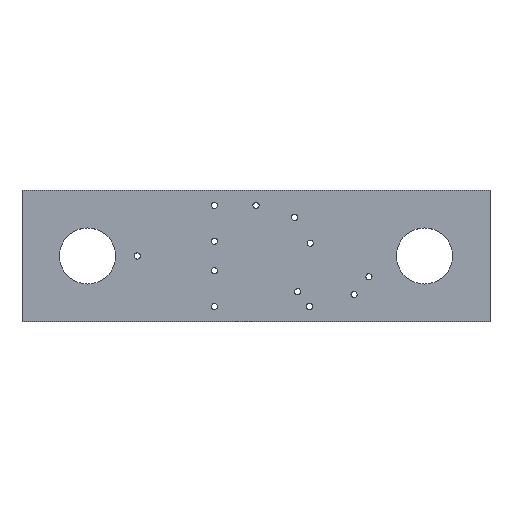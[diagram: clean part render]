
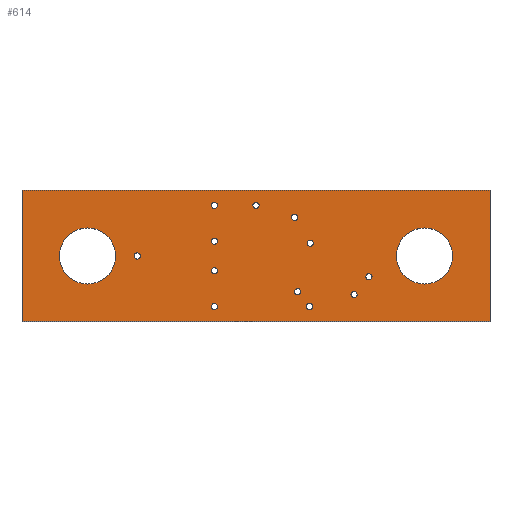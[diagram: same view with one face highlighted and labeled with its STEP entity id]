
A CAD part, top view. The second image highlights one B-rep face of the part: STEP entity #614.
In plain terms, the highlighted planar face has unit normal (0, 0, 1).
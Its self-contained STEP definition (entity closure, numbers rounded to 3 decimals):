
#33 = VERTEX_POINT('',#34);
#34 = CARTESIAN_POINT('',(-12.5,3.5,0.));
#51 = VERTEX_POINT('',#52);
#52 = CARTESIAN_POINT('',(-12.5,-3.5,0.));
#58 = EDGE_CURVE('',#33,#51,#59,.T.);
#59 = LINE('',#60,#61);
#60 = CARTESIAN_POINT('',(-12.5,3.5,0.));
#61 = VECTOR('',#62,1.);
#62 = DIRECTION('',(0.,-1.,0.));
#82 = VERTEX_POINT('',#83);
#83 = CARTESIAN_POINT('',(12.5,-3.5,0.));
#89 = EDGE_CURVE('',#51,#82,#90,.T.);
#90 = LINE('',#91,#92);
#91 = CARTESIAN_POINT('',(-12.5,-3.5,0.));
#92 = VECTOR('',#93,1.);
#93 = DIRECTION('',(1.,0.,0.));
#113 = VERTEX_POINT('',#114);
#114 = CARTESIAN_POINT('',(12.5,3.5,0.));
#120 = EDGE_CURVE('',#82,#113,#121,.T.);
#121 = LINE('',#122,#123);
#122 = CARTESIAN_POINT('',(12.5,-3.5,0.));
#123 = VECTOR('',#124,1.);
#124 = DIRECTION('',(0.,1.,0.));
#142 = EDGE_CURVE('',#113,#33,#143,.T.);
#143 = LINE('',#144,#145);
#144 = CARTESIAN_POINT('',(12.5,3.5,0.));
#145 = VECTOR('',#146,1.);
#146 = DIRECTION('',(-1.,0.,0.));
#157 = VERTEX_POINT('',#158);
#158 = CARTESIAN_POINT('',(10.5,0.,0.));
#174 = EDGE_CURVE('',#157,#157,#175,.T.);
#175 = CIRCLE('',#176,1.5);
#176 = AXIS2_PLACEMENT_3D('',#177,#178,#179);
#177 = CARTESIAN_POINT('',(9.,0.,0.));
#178 = DIRECTION('',(0.,0.,-1.));
#179 = DIRECTION('',(1.,0.,0.));
#190 = VERTEX_POINT('',#191);
#191 = CARTESIAN_POINT('',(-7.5,0.,0.));
#207 = EDGE_CURVE('',#190,#190,#208,.T.);
#208 = CIRCLE('',#209,1.5);
#209 = AXIS2_PLACEMENT_3D('',#210,#211,#212);
#210 = CARTESIAN_POINT('',(-9.,0.,0.));
#211 = DIRECTION('',(0.,0.,-1.));
#212 = DIRECTION('',(1.,0.,0.));
#223 = VERTEX_POINT('',#224);
#224 = CARTESIAN_POINT('',(3.061,0.686,0.));
#240 = EDGE_CURVE('',#223,#223,#241,.T.);
#241 = CIRCLE('',#242,0.165);
#242 = AXIS2_PLACEMENT_3D('',#243,#244,#245);
#243 = CARTESIAN_POINT('',(2.896,0.686,0.));
#244 = DIRECTION('',(0.,0.,-1.));
#245 = DIRECTION('',(1.,0.,0.));
#256 = VERTEX_POINT('',#257);
#257 = CARTESIAN_POINT('',(3.023,-2.699,0.));
#273 = EDGE_CURVE('',#256,#256,#274,.T.);
#274 = CIRCLE('',#275,0.165);
#275 = AXIS2_PLACEMENT_3D('',#276,#277,#278);
#276 = CARTESIAN_POINT('',(2.858,-2.699,0.));
#277 = DIRECTION('',(0.,0.,-1.));
#278 = DIRECTION('',(1.,0.,0.));
#289 = VERTEX_POINT('',#290);
#290 = CARTESIAN_POINT('',(2.229,2.064,0.));
#306 = EDGE_CURVE('',#289,#289,#307,.T.);
#307 = CIRCLE('',#308,0.165);
#308 = AXIS2_PLACEMENT_3D('',#309,#310,#311);
#309 = CARTESIAN_POINT('',(2.064,2.064,0.));
#310 = DIRECTION('',(0.,0.,-1.));
#311 = DIRECTION('',(1.,0.,0.));
#322 = VERTEX_POINT('',#323);
#323 = CARTESIAN_POINT('',(-2.057,-0.794,0.));
#339 = EDGE_CURVE('',#322,#322,#340,.T.);
#340 = CIRCLE('',#341,0.165);
#341 = AXIS2_PLACEMENT_3D('',#342,#343,#344);
#342 = CARTESIAN_POINT('',(-2.223,-0.794,0.));
#343 = DIRECTION('',(0.,0.,-1.));
#344 = DIRECTION('',(1.,0.,0.));
#355 = VERTEX_POINT('',#356);
#356 = CARTESIAN_POINT('',(-2.057,0.794,0.));
#372 = EDGE_CURVE('',#355,#355,#373,.T.);
#373 = CIRCLE('',#374,0.165);
#374 = AXIS2_PLACEMENT_3D('',#375,#376,#377);
#375 = CARTESIAN_POINT('',(-2.223,0.794,0.));
#376 = DIRECTION('',(0.,0.,-1.));
#377 = DIRECTION('',(1.,0.,0.));
#388 = VERTEX_POINT('',#389);
#389 = CARTESIAN_POINT('',(-2.057,2.699,0.));
#405 = EDGE_CURVE('',#388,#388,#406,.T.);
#406 = CIRCLE('',#407,0.165);
#407 = AXIS2_PLACEMENT_3D('',#408,#409,#410);
#408 = CARTESIAN_POINT('',(-2.223,2.699,0.));
#409 = DIRECTION('',(0.,0.,-1.));
#410 = DIRECTION('',(1.,0.,0.));
#421 = VERTEX_POINT('',#422);
#422 = CARTESIAN_POINT('',(0.165,2.699,0.));
#438 = EDGE_CURVE('',#421,#421,#439,.T.);
#439 = CIRCLE('',#440,0.165);
#440 = AXIS2_PLACEMENT_3D('',#441,#442,#443);
#441 = CARTESIAN_POINT('',(0.,2.699,0.));
#442 = DIRECTION('',(0.,0.,-1.));
#443 = DIRECTION('',(1.,0.,0.));
#454 = VERTEX_POINT('',#455);
#455 = CARTESIAN_POINT('',(-2.057,-2.705,0.));
#471 = EDGE_CURVE('',#454,#454,#472,.T.);
#472 = CIRCLE('',#473,0.165);
#473 = AXIS2_PLACEMENT_3D('',#474,#475,#476);
#474 = CARTESIAN_POINT('',(-2.223,-2.705,0.));
#475 = DIRECTION('',(0.,0.,-1.));
#476 = DIRECTION('',(1.,0.,0.));
#487 = VERTEX_POINT('',#488);
#488 = CARTESIAN_POINT('',(-6.185,0.,0.));
#504 = EDGE_CURVE('',#487,#487,#505,.T.);
#505 = CIRCLE('',#506,0.165);
#506 = AXIS2_PLACEMENT_3D('',#507,#508,#509);
#507 = CARTESIAN_POINT('',(-6.35,0.,0.));
#508 = DIRECTION('',(0.,0.,-1.));
#509 = DIRECTION('',(1.,0.,0.));
#520 = VERTEX_POINT('',#521);
#521 = CARTESIAN_POINT('',(6.198,-1.111,0.));
#537 = EDGE_CURVE('',#520,#520,#538,.T.);
#538 = CIRCLE('',#539,0.165);
#539 = AXIS2_PLACEMENT_3D('',#540,#541,#542);
#540 = CARTESIAN_POINT('',(6.033,-1.111,0.));
#541 = DIRECTION('',(0.,0.,-1.));
#542 = DIRECTION('',(1.,0.,0.));
#553 = VERTEX_POINT('',#554);
#554 = CARTESIAN_POINT('',(2.388,-1.905,0.));
#570 = EDGE_CURVE('',#553,#553,#571,.T.);
#571 = CIRCLE('',#572,0.165);
#572 = AXIS2_PLACEMENT_3D('',#573,#574,#575);
#573 = CARTESIAN_POINT('',(2.223,-1.905,0.));
#574 = DIRECTION('',(0.,0.,-1.));
#575 = DIRECTION('',(1.,0.,0.));
#586 = VERTEX_POINT('',#587);
#587 = CARTESIAN_POINT('',(5.404,-2.064,0.));
#603 = EDGE_CURVE('',#586,#586,#604,.T.);
#604 = CIRCLE('',#605,0.165);
#605 = AXIS2_PLACEMENT_3D('',#606,#607,#608);
#606 = CARTESIAN_POINT('',(5.239,-2.064,0.));
#607 = DIRECTION('',(0.,0.,-1.));
#608 = DIRECTION('',(1.,0.,0.));
#614 = ADVANCED_FACE('',(#615,#621,#624,#627,#630,#633,#636,#639,#642,
    #645,#648,#651,#654,#657,#660),#663,.F.);
#615 = FACE_BOUND('',#616,.T.);
#616 = EDGE_LOOP('',(#617,#618,#619,#620));
#617 = ORIENTED_EDGE('',*,*,#58,.T.);
#618 = ORIENTED_EDGE('',*,*,#89,.T.);
#619 = ORIENTED_EDGE('',*,*,#120,.T.);
#620 = ORIENTED_EDGE('',*,*,#142,.T.);
#621 = FACE_BOUND('',#622,.T.);
#622 = EDGE_LOOP('',(#623));
#623 = ORIENTED_EDGE('',*,*,#174,.T.);
#624 = FACE_BOUND('',#625,.T.);
#625 = EDGE_LOOP('',(#626));
#626 = ORIENTED_EDGE('',*,*,#207,.T.);
#627 = FACE_BOUND('',#628,.T.);
#628 = EDGE_LOOP('',(#629));
#629 = ORIENTED_EDGE('',*,*,#240,.T.);
#630 = FACE_BOUND('',#631,.T.);
#631 = EDGE_LOOP('',(#632));
#632 = ORIENTED_EDGE('',*,*,#273,.T.);
#633 = FACE_BOUND('',#634,.T.);
#634 = EDGE_LOOP('',(#635));
#635 = ORIENTED_EDGE('',*,*,#306,.T.);
#636 = FACE_BOUND('',#637,.T.);
#637 = EDGE_LOOP('',(#638));
#638 = ORIENTED_EDGE('',*,*,#339,.T.);
#639 = FACE_BOUND('',#640,.T.);
#640 = EDGE_LOOP('',(#641));
#641 = ORIENTED_EDGE('',*,*,#372,.T.);
#642 = FACE_BOUND('',#643,.T.);
#643 = EDGE_LOOP('',(#644));
#644 = ORIENTED_EDGE('',*,*,#405,.T.);
#645 = FACE_BOUND('',#646,.T.);
#646 = EDGE_LOOP('',(#647));
#647 = ORIENTED_EDGE('',*,*,#438,.T.);
#648 = FACE_BOUND('',#649,.T.);
#649 = EDGE_LOOP('',(#650));
#650 = ORIENTED_EDGE('',*,*,#471,.T.);
#651 = FACE_BOUND('',#652,.T.);
#652 = EDGE_LOOP('',(#653));
#653 = ORIENTED_EDGE('',*,*,#504,.T.);
#654 = FACE_BOUND('',#655,.T.);
#655 = EDGE_LOOP('',(#656));
#656 = ORIENTED_EDGE('',*,*,#537,.T.);
#657 = FACE_BOUND('',#658,.T.);
#658 = EDGE_LOOP('',(#659));
#659 = ORIENTED_EDGE('',*,*,#570,.T.);
#660 = FACE_BOUND('',#661,.T.);
#661 = EDGE_LOOP('',(#662));
#662 = ORIENTED_EDGE('',*,*,#603,.T.);
#663 = PLANE('',#664);
#664 = AXIS2_PLACEMENT_3D('',#665,#666,#667);
#665 = CARTESIAN_POINT('',(-12.5,3.5,0.));
#666 = DIRECTION('',(0.,0.,-1.));
#667 = DIRECTION('',(-1.,0.,0.));
